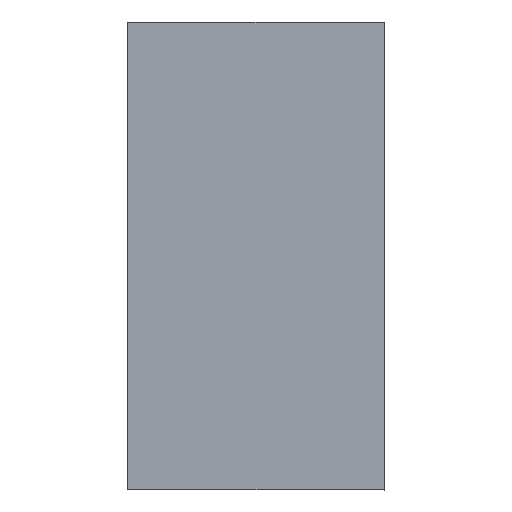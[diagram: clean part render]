
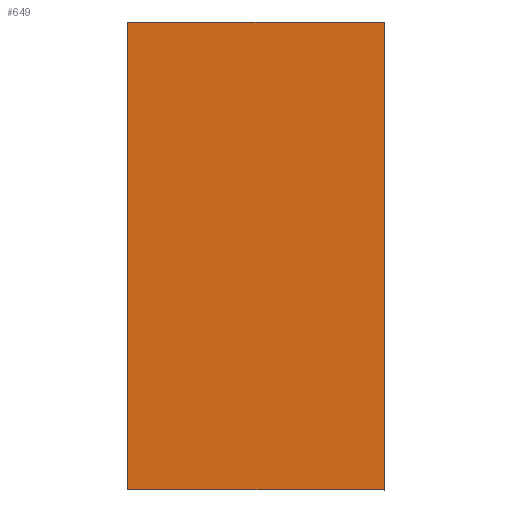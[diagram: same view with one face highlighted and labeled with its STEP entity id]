
A CAD part, top view. The second image highlights one B-rep face of the part: STEP entity #649.
In plain terms, the highlighted planar face has unit normal (0, 0, 1).
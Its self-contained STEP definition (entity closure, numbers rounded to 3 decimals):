
#43=FACE_OUTER_BOUND('',#75,.T.);
#75=EDGE_LOOP('',(#573,#574,#575,#576));
#101=LINE('',#906,#191);
#120=LINE('',#943,#210);
#160=LINE('',#1019,#250);
#161=LINE('',#1021,#251);
#191=VECTOR('',#733,10.);
#210=VECTOR('',#756,10.);
#250=VECTOR('',#826,10.);
#251=VECTOR('',#829,10.);
#280=VERTEX_POINT('',#903);
#281=VERTEX_POINT('',#905);
#296=VERTEX_POINT('',#940);
#297=VERTEX_POINT('',#942);
#341=EDGE_CURVE('',#281,#280,#101,.T.);
#360=EDGE_CURVE('',#297,#296,#120,.T.);
#400=EDGE_CURVE('',#281,#296,#160,.T.);
#401=EDGE_CURVE('',#297,#280,#161,.T.);
#573=ORIENTED_EDGE('',*,*,#341,.T.);
#574=ORIENTED_EDGE('',*,*,#401,.F.);
#575=ORIENTED_EDGE('',*,*,#360,.T.);
#576=ORIENTED_EDGE('',*,*,#400,.F.);
#617=PLANE('',#695);
#649=ADVANCED_FACE('',(#43),#617,.T.);
#695=AXIS2_PLACEMENT_3D('',#1032,#845,#846);
#733=DIRECTION('',(-1.,0.,0.));
#756=DIRECTION('',(1.,0.,0.));
#826=DIRECTION('',(0.,-1.,0.));
#829=DIRECTION('',(0.,1.,0.));
#845=DIRECTION('center_axis',(0.,0.,
1.));
#846=DIRECTION('ref_axis',(0.,-1.,0.));
#903=CARTESIAN_POINT('',(-42.399,22.312,-18.2));
#905=CARTESIAN_POINT('',(-17.599,22.312,-18.2));
#906=CARTESIAN_POINT('',(-41.899,22.312,-18.2));
#940=CARTESIAN_POINT('',(-17.599,-22.888,-18.2));
#942=CARTESIAN_POINT('',(-42.399,-22.888,-18.2));
#943=CARTESIAN_POINT('',(-18.099,-22.888,-18.2));
#1019=CARTESIAN_POINT('',(-17.599,-20.388,-18.2));
#1021=CARTESIAN_POINT('',(-42.399,19.812,-18.2));
#1032=CARTESIAN_POINT('Origin',(-41.499,-20.388,-18.2));
